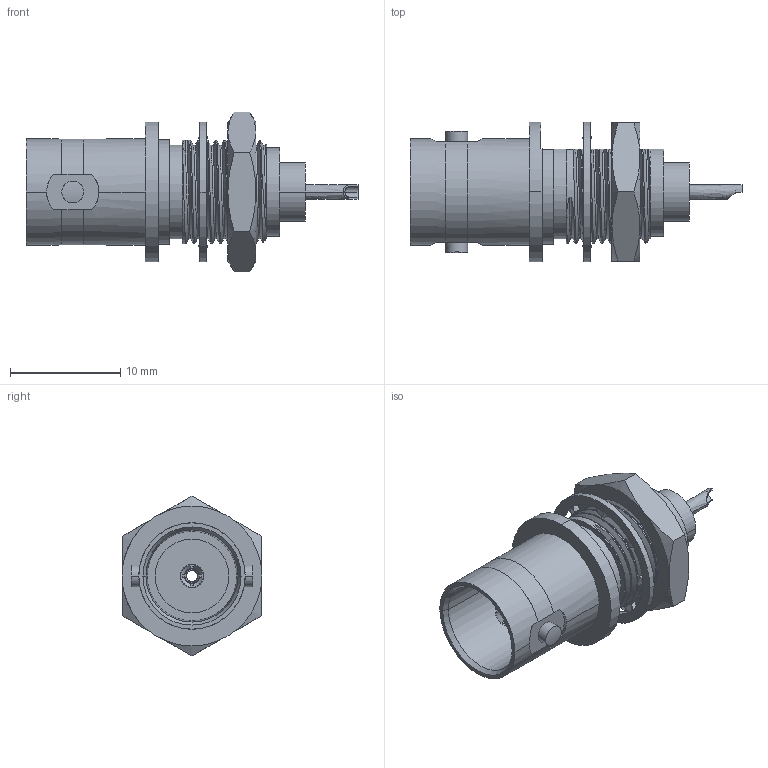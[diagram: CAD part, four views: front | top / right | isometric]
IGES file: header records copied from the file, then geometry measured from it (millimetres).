
Start section:  PTC IGES file: 031-70018.igs
Global section: file name: 031-70018.igs; native system: Pro/ENGINEER by Parametric Technology Corporation; preprocessor: 2008010; author: rkarthik; organization: Unknown; date: 20100525.124631; units: inch
Bounding box: 30.15 x 12.7 x 14.52 mm (x, y, z)
Surface area: 1814.7 mm2 (no closed solid volume)
Topology: 0 solids, 0 shells, 178 faces, 1008 edges, 1008 vertices
Faces by surface type: bspline 100, revolution 78
